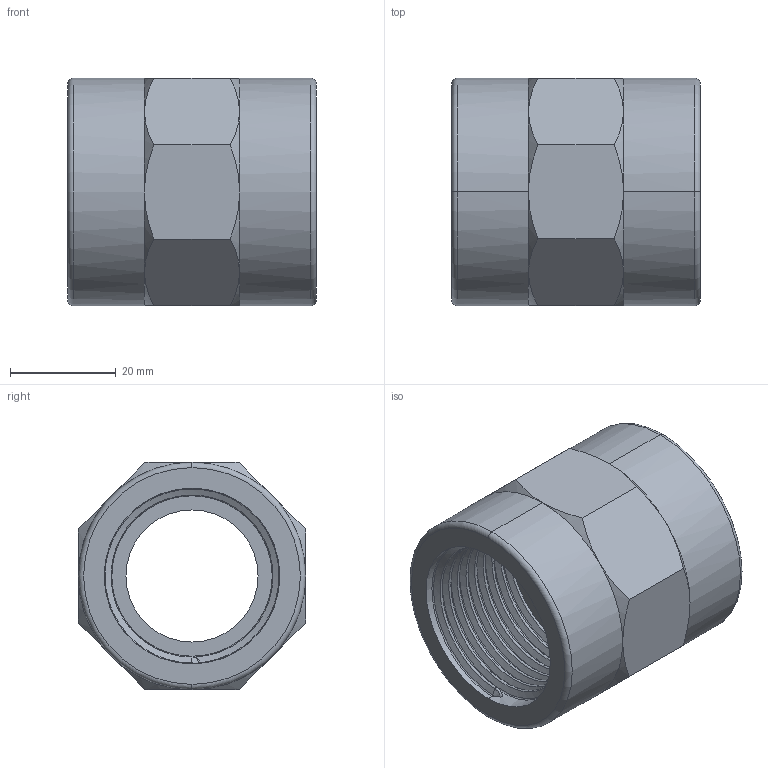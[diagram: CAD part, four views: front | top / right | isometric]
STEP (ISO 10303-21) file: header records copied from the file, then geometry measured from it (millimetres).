
FILE_DESCRIPTION (( 'STEP AP203' ), '1' );
FILE_NAME ('00230_0707.STEP', '2017-05-17T12:48:56', ( '' ), ( '' ), 'SwSTEP 2.0', 'SolidWorks 2011', '' );
FILE_SCHEMA (( 'CONFIG_CONTROL_DESIGN' ));
Length unit declared in the file: millimetre
Products named in the file (1): 00230_0707
Bounding box: 47 x 43 x 43 mm (x, y, z)
Volume: 33168.4 mm3; surface area: 15573.8 mm2
Topology: 1 solids, 1 shells, 97 faces, 252 edges, 154 vertices
Faces by surface type: cylinder 42, cone 21, torus 12, plane 12, bspline 10
Entity records: 11092 total; most frequent: CARTESIAN_POINT 9021, ORIENTED_EDGE 494, DIRECTION 341, EDGE_CURVE 247, VERTEX_POINT 154, AXIS2_PLACEMENT_3D 144, EDGE_LOOP 101, FACE_OUTER_BOUND 97
